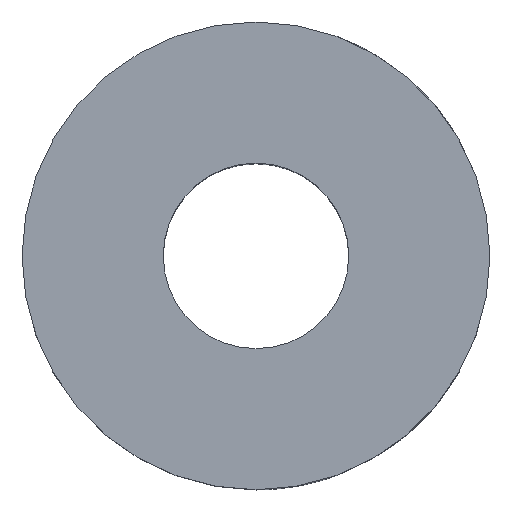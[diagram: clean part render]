
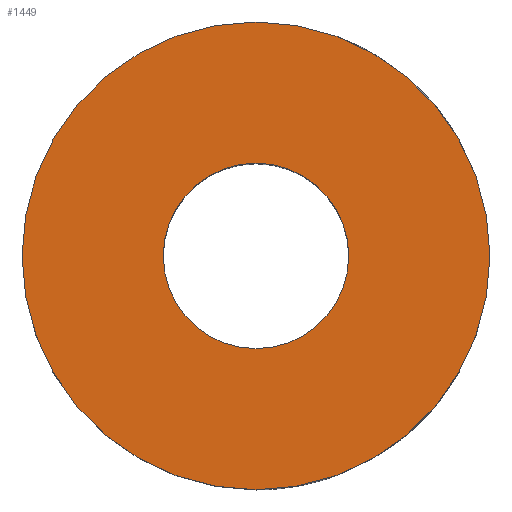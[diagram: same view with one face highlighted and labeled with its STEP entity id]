
A CAD part, top view. The second image highlights one B-rep face of the part: STEP entity #1449.
In plain terms, the highlighted planar face has unit normal (0, 0, 1).
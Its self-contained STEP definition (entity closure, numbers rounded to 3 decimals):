
#15 = VERTEX_POINT ( 'NONE', #344 ) ;
#16 = VERTEX_POINT ( 'NONE', #355 ) ;
#49 = VERTEX_POINT ( 'NONE', #911 ) ;
#66 = VERTEX_POINT ( 'NONE', #1046 ) ;
#91 = EDGE_CURVE ( 'NONE', #66, #49, #265, .T. ) ;
#92 = EDGE_CURVE ( 'NONE', #49, #66, #272, .T. ) ;
#265 = CIRCLE ( 'NONE', #266, 27.75 ) ;
#266 = AXIS2_PLACEMENT_3D ( 'NONE', #267, #270, #271 ) ;
#267 = CARTESIAN_POINT ( 'NONE',  ( 0., 0., 0. ) ) ;
#270 = DIRECTION ( 'NONE',  ( 0., 0., 1. ) ) ;
#271 = DIRECTION ( 'NONE',  ( 0., -1., 0. ) ) ;
#272 = CIRCLE ( 'NONE', #273, 27.75 ) ;
#273 = AXIS2_PLACEMENT_3D ( 'NONE', #274, #275, #276 ) ;
#274 = CARTESIAN_POINT ( 'NONE',  ( 0., 0., 0. ) ) ;
#275 = DIRECTION ( 'NONE',  ( 0., 0., 1. ) ) ;
#276 = DIRECTION ( 'NONE',  ( 0., -1., 0. ) ) ;
#326 = CIRCLE ( 'NONE', #327, 11. ) ;
#327 = AXIS2_PLACEMENT_3D ( 'NONE', #328, #329, #330 ) ;
#328 = CARTESIAN_POINT ( 'NONE',  ( 0., 0., 0. ) ) ;
#329 = DIRECTION ( 'NONE',  ( 0., 0., 1. ) ) ;
#330 = DIRECTION ( 'NONE',  ( 0., -1., 0. ) ) ;
#344 = CARTESIAN_POINT ( 'NONE',  ( 0., -11., 0. ) ) ;
#355 = CARTESIAN_POINT ( 'NONE',  ( 0., 11., 0. ) ) ;
#566 = CIRCLE ( 'NONE', #567, 11. ) ;
#567 = AXIS2_PLACEMENT_3D ( 'NONE', #570, #571, #572 ) ;
#570 = CARTESIAN_POINT ( 'NONE',  ( 0., 0., 0. ) ) ;
#571 = DIRECTION ( 'NONE',  ( 0., 0., 1. ) ) ;
#572 = DIRECTION ( 'NONE',  ( 0., -1., 0. ) ) ;
#752 = FACE_BOUND ( 'NONE', #1524, .T. ) ;
#753 = FACE_OUTER_BOUND ( 'NONE', #1519, .T. ) ;
#754 = PLANE ( 'NONE',  #755 ) ;
#755 = AXIS2_PLACEMENT_3D ( 'NONE', #756, #757, #758 ) ;
#756 = CARTESIAN_POINT ( 'NONE',  ( 0., 27.75, 0. ) ) ;
#757 = DIRECTION ( 'NONE',  ( 0., 0., -1. ) ) ;
#758 = DIRECTION ( 'NONE',  ( 0., 1., 0. ) ) ;
#911 = CARTESIAN_POINT ( 'NONE',  ( 0., 27.75, 0. ) ) ;
#984 = ORIENTED_EDGE ( 'NONE', *, *, #92, .T. ) ;
#1038 = EDGE_CURVE ( 'NONE', #16, #15, #326, .T. ) ;
#1046 = CARTESIAN_POINT ( 'NONE',  ( 0., -27.75, 0. ) ) ;
#1355 = ORIENTED_EDGE ( 'NONE', *, *, #1375, .F. ) ;
#1375 = EDGE_CURVE ( 'NONE', #15, #16, #566, .T. ) ;
#1449 = ADVANCED_FACE ( 'NONE', ( #752, #753 ), #754, .F. ) ;
#1462 = ORIENTED_EDGE ( 'NONE', *, *, #1038, .F. ) ;
#1512 = ORIENTED_EDGE ( 'NONE', *, *, #91, .T. ) ;
#1519 = EDGE_LOOP ( 'NONE', ( #1512, #984 ) ) ;
#1524 = EDGE_LOOP ( 'NONE', ( #1355, #1462 ) ) ;
